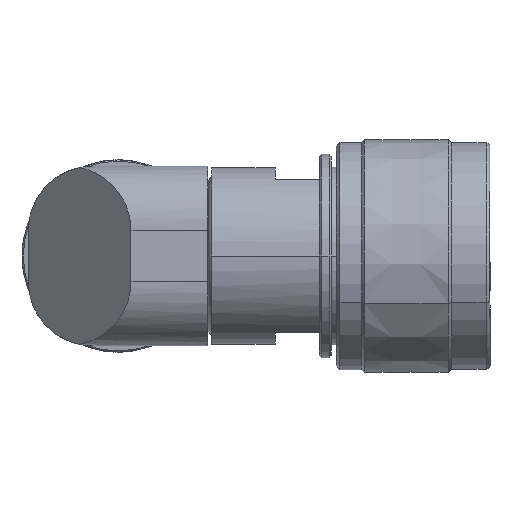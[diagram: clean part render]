
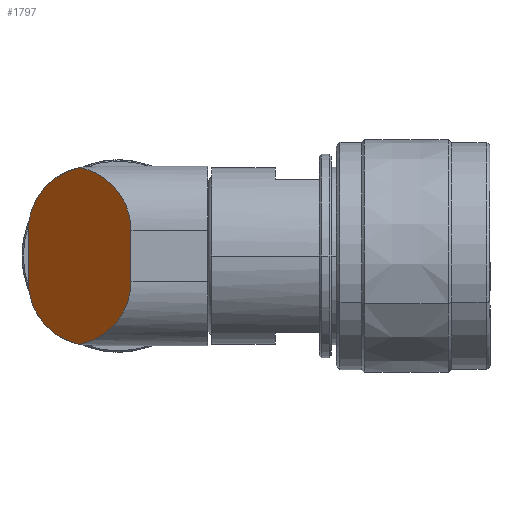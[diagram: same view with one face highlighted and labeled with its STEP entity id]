
A CAD part, left-side view. The second image highlights one B-rep face of the part: STEP entity #1797.
In plain terms, the highlighted planar face has unit normal (-0.707, 0.707, 0).
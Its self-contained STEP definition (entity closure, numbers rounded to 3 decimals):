
#37 = LINE ( 'NONE', #4711, #961 ) ;
#93 = CARTESIAN_POINT ( 'NONE',  ( 1., 7., -7. ) ) ;
#386 = CARTESIAN_POINT ( 'NONE',  ( 1., 7., 2. ) ) ;
#456 =( BOUNDED_CURVE ( )  B_SPLINE_CURVE ( 3, ( #2207, #2468, #1693, #1344 ),
 .UNSPECIFIED., .F., .T. ) 
 B_SPLINE_CURVE_WITH_KNOTS ( ( 4, 4 ),
 ( 3.142, 4.511 ),
 .UNSPECIFIED. ) 
 CURVE ( )  GEOMETRIC_REPRESENTATION_ITEM ( )  RATIONAL_B_SPLINE_CURVE ( ( 1., 0.85, 0.85, 1. ) ) 
 REPRESENTATION_ITEM ( '' )  );
#483 = EDGE_CURVE ( 'NONE', #1029, #2742, #921, .T. ) ;
#745 = LINE ( 'NONE', #2051, #3667 ) ;
#896 = EDGE_CURVE ( 'NONE', #4421, #3479, #3623, .T. ) ;
#921 =( BOUNDED_CURVE ( )  B_SPLINE_CURVE ( 3, ( #3281, #3226, #3255, #3283 ),
 .UNSPECIFIED., .F., .T. ) 
 B_SPLINE_CURVE_WITH_KNOTS ( ( 4, 4 ),
 ( 4.914, 6.283 ),
 .UNSPECIFIED. ) 
 CURVE ( )  GEOMETRIC_REPRESENTATION_ITEM ( )  RATIONAL_B_SPLINE_CURVE ( ( 1., 0.85, 0.85, 1. ) ) 
 REPRESENTATION_ITEM ( '' )  );
#961 = VECTOR ( 'NONE', #1103, 1000. ) ;
#982 = DIRECTION ( 'NONE',  ( 0., 0., 1. ) ) ;
#1029 = VERTEX_POINT ( 'NONE', #1367 ) ;
#1039 = EDGE_CURVE ( 'NONE', #1792, #3479, #37, .T. ) ;
#1103 = DIRECTION ( 'NONE',  ( 0., 0., 1. ) ) ;
#1344 = CARTESIAN_POINT ( 'NONE',  ( -3., 3., 6.899 ) ) ;
#1367 = CARTESIAN_POINT ( 'NONE',  ( -3., 3., -6.899 ) ) ;
#1414 = CARTESIAN_POINT ( 'NONE',  ( -0.569, 5.431, 6.403 ) ) ;
#1440 = CARTESIAN_POINT ( 'NONE',  ( 1., 7., 4.481 ) ) ;
#1449 = CARTESIAN_POINT ( 'NONE',  ( 1., 7., 2. ) ) ;
#1484 = CARTESIAN_POINT ( 'NONE',  ( -3., 3., 6.899 ) ) ;
#1693 = CARTESIAN_POINT ( 'NONE',  ( -5.431, 0.569, 6.403 ) ) ;
#1792 = VERTEX_POINT ( 'NONE', #3635 ) ;
#1797 = ADVANCED_FACE ( 'NONE', ( #3233 ), #2454, .F. ) ;
#1844 = VERTEX_POINT ( 'NONE', #4024 ) ;
#2039 = DIRECTION ( 'NONE',  ( 0., 0., -1. ) ) ;
#2051 = CARTESIAN_POINT ( 'NONE',  ( -7., -1., -7. ) ) ;
#2117 = CARTESIAN_POINT ( 'NONE',  ( -0.569, 5.431, -6.403 ) ) ;
#2157 =( BOUNDED_CURVE ( )  B_SPLINE_CURVE ( 3, ( #3993, #3315, #2117, #4710 ),
 .UNSPECIFIED., .F., .F. ) 
 B_SPLINE_CURVE_WITH_KNOTS ( ( 4, 4 ),
 ( 3.142, 4.511 ),
 .UNSPECIFIED. ) 
 CURVE ( )  GEOMETRIC_REPRESENTATION_ITEM ( )  RATIONAL_B_SPLINE_CURVE ( ( 1., 0.85, 0.85, 1. ) ) 
 REPRESENTATION_ITEM ( '' )  );
#2188 = CARTESIAN_POINT ( 'NONE',  ( -3., 3., 6.899 ) ) ;
#2207 = CARTESIAN_POINT ( 'NONE',  ( -7., -1., 2. ) ) ;
#2454 = PLANE ( 'NONE',  #3478 ) ;
#2468 = CARTESIAN_POINT ( 'NONE',  ( -7., -1., 4.481 ) ) ;
#2513 = DIRECTION ( 'NONE',  ( 0.707, -0.707, 0. ) ) ;
#2720 = ORIENTED_EDGE ( 'NONE', *, *, #3633, .T. ) ;
#2742 = VERTEX_POINT ( 'NONE', #2856 ) ;
#2856 = CARTESIAN_POINT ( 'NONE',  ( -7., -1., -2. ) ) ;
#2857 = EDGE_CURVE ( 'NONE', #1844, #2742, #745, .T. ) ;
#2858 = ORIENTED_EDGE ( 'NONE', *, *, #896, .T. ) ;
#3226 = CARTESIAN_POINT ( 'NONE',  ( -5.431, 0.569, -6.403 ) ) ;
#3233 = FACE_OUTER_BOUND ( 'NONE', #4240, .T. ) ;
#3255 = CARTESIAN_POINT ( 'NONE',  ( -7., -1., -4.481 ) ) ;
#3281 = CARTESIAN_POINT ( 'NONE',  ( -3., 3., -6.899 ) ) ;
#3283 = CARTESIAN_POINT ( 'NONE',  ( -7., -1., -2. ) ) ;
#3315 = CARTESIAN_POINT ( 'NONE',  ( 1., 7., -4.481 ) ) ;
#3478 = AXIS2_PLACEMENT_3D ( 'NONE', #93, #2513, #982 ) ;
#3479 = VERTEX_POINT ( 'NONE', #386 ) ;
#3623 =( BOUNDED_CURVE ( )  B_SPLINE_CURVE ( 3, ( #1484, #1414, #1440, #1449 ),
 .UNSPECIFIED., .F., .T. ) 
 B_SPLINE_CURVE_WITH_KNOTS ( ( 4, 4 ),
 ( 4.914, 6.283 ),
 .UNSPECIFIED. ) 
 CURVE ( )  GEOMETRIC_REPRESENTATION_ITEM ( )  RATIONAL_B_SPLINE_CURVE ( ( 1., 0.85, 0.85, 1. ) ) 
 REPRESENTATION_ITEM ( '' )  );
#3633 = EDGE_CURVE ( 'NONE', #1792, #1029, #2157, .T. ) ;
#3635 = CARTESIAN_POINT ( 'NONE',  ( 1., 7., -2. ) ) ;
#3667 = VECTOR ( 'NONE', #2039, 1000. ) ;
#3714 = EDGE_CURVE ( 'NONE', #1844, #4421, #456, .T. ) ;
#3975 = ORIENTED_EDGE ( 'NONE', *, *, #1039, .F. ) ;
#3993 = CARTESIAN_POINT ( 'NONE',  ( 1., 7., -2. ) ) ;
#4024 = CARTESIAN_POINT ( 'NONE',  ( -7., -1., 2. ) ) ;
#4029 = ORIENTED_EDGE ( 'NONE', *, *, #3714, .T. ) ;
#4105 = ORIENTED_EDGE ( 'NONE', *, *, #2857, .F. ) ;
#4240 = EDGE_LOOP ( 'NONE', ( #2720, #4693, #4105, #4029, #2858, #3975 ) ) ;
#4421 = VERTEX_POINT ( 'NONE', #2188 ) ;
#4693 = ORIENTED_EDGE ( 'NONE', *, *, #483, .T. ) ;
#4710 = CARTESIAN_POINT ( 'NONE',  ( -3., 3., -6.899 ) ) ;
#4711 = CARTESIAN_POINT ( 'NONE',  ( 1., 7., -7. ) ) ;
